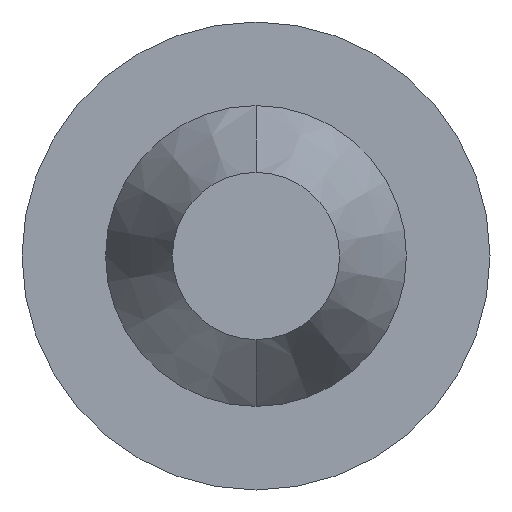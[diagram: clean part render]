
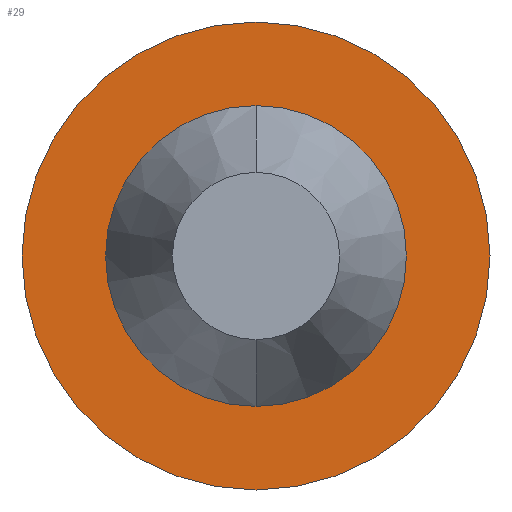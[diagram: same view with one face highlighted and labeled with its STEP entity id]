
A CAD part, front view. The second image highlights one B-rep face of the part: STEP entity #29.
In plain terms, the highlighted planar face has unit normal (0, -1, 0).
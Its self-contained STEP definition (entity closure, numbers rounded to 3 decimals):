
#3 = AXIS2_PLACEMENT_3D ( 'NONE', #24, #27, #6 ) ;
#6 = DIRECTION ( 'NONE',  ( 0., 0., 1. ) ) ;
#20 = CIRCLE ( 'NONE', #3, 3. ) ;
#24 = CARTESIAN_POINT ( 'NONE',  ( 0., -4., 0. ) ) ;
#27 = DIRECTION ( 'NONE',  ( 0., 1., 0. ) ) ;
#29 = ADVANCED_FACE ( 'NONE', ( #98, #92 ), #132, .T. ) ;
#30 = VERTEX_POINT ( 'NONE', #115 ) ;
#38 = ORIENTED_EDGE ( 'NONE', *, *, #47, .T. ) ;
#43 = EDGE_LOOP ( 'NONE', ( #38, #138 ) ) ;
#47 = EDGE_CURVE ( 'NONE', #90, #55, #20, .T. ) ;
#48 = EDGE_CURVE ( 'NONE', #126, #30, #143, .T. ) ;
#52 = ORIENTED_EDGE ( 'NONE', *, *, #89, .F. ) ;
#55 = VERTEX_POINT ( 'NONE', #146 ) ;
#56 = ORIENTED_EDGE ( 'NONE', *, *, #48, .F. ) ;
#66 = EDGE_LOOP ( 'NONE', ( #56, #52 ) ) ;
#80 = DIRECTION ( 'NONE',  ( 0., 0., -1. ) ) ;
#81 = DIRECTION ( 'NONE',  ( 0., -1., 0. ) ) ;
#82 = CARTESIAN_POINT ( 'NONE',  ( -7., -4., 0. ) ) ;
#83 = AXIS2_PLACEMENT_3D ( 'NONE', #82, #81, #80 ) ;
#89 = EDGE_CURVE ( 'NONE', #30, #126, #235, .T. ) ;
#90 = VERTEX_POINT ( 'NONE', #231 ) ;
#92 = FACE_OUTER_BOUND ( 'NONE', #66, .T. ) ;
#98 = FACE_BOUND ( 'NONE', #43, .T. ) ;
#115 = CARTESIAN_POINT ( 'NONE',  ( 0., -4., -7. ) ) ;
#122 = EDGE_CURVE ( 'NONE', #55, #90, #315, .T. ) ;
#126 = VERTEX_POINT ( 'NONE', #304 ) ;
#132 = PLANE ( 'NONE',  #83 ) ;
#138 = ORIENTED_EDGE ( 'NONE', *, *, #122, .T. ) ;
#143 = CIRCLE ( 'NONE', #192, 7. ) ;
#146 = CARTESIAN_POINT ( 'NONE',  ( 0., -4., -3. ) ) ;
#149 = CARTESIAN_POINT ( 'NONE',  ( 0., -4., 0. ) ) ;
#166 = DIRECTION ( 'NONE',  ( 0., 0., 1. ) ) ;
#188 = DIRECTION ( 'NONE',  ( 0., 1., 0. ) ) ;
#192 = AXIS2_PLACEMENT_3D ( 'NONE', #149, #188, #166 ) ;
#231 = CARTESIAN_POINT ( 'NONE',  ( 0., -4., 3. ) ) ;
#232 = DIRECTION ( 'NONE',  ( 0., 0., 1. ) ) ;
#233 = DIRECTION ( 'NONE',  ( 0., 1., 0. ) ) ;
#234 = AXIS2_PLACEMENT_3D ( 'NONE', #241, #233, #232 ) ;
#235 = CIRCLE ( 'NONE', #234, 7. ) ;
#241 = CARTESIAN_POINT ( 'NONE',  ( 0., -4., 0. ) ) ;
#304 = CARTESIAN_POINT ( 'NONE',  ( 0., -4., 7. ) ) ;
#307 = DIRECTION ( 'NONE',  ( 0., 0., 1. ) ) ;
#308 = DIRECTION ( 'NONE',  ( 0., 1., 0. ) ) ;
#309 = CARTESIAN_POINT ( 'NONE',  ( 0., -4., 0. ) ) ;
#310 = AXIS2_PLACEMENT_3D ( 'NONE', #309, #308, #307 ) ;
#315 = CIRCLE ( 'NONE', #310, 3. ) ;
